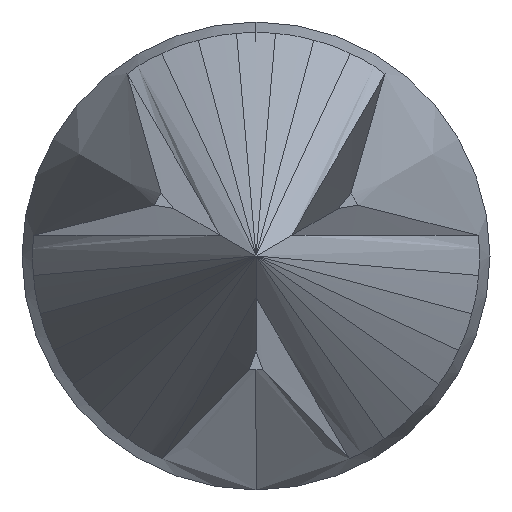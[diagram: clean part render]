
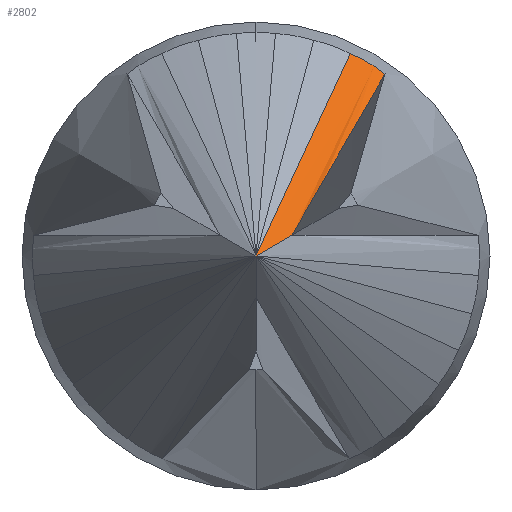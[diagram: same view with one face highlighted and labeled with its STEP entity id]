
A CAD part, left-side view. The second image highlights one B-rep face of the part: STEP entity #2802.
In plain terms, the highlighted cylindrical face has radius 9.54 mm (diameter 19.081 mm), a partial arc.
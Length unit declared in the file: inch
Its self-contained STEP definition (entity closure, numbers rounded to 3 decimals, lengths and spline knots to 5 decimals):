
#77 = EDGE_CURVE ( 'NONE', #1810, #1259, #578, .T. ) ;
#118 = CARTESIAN_POINT ( 'NONE',  ( -0.40972, -0.00913, 0.01958 ) ) ;
#166 = CARTESIAN_POINT ( 'NONE',  ( -0.64705, -0.15806, 0.26977 ) ) ;
#224 = EDGE_CURVE ( 'NONE', #1259, #2246, #2105, .T. ) ;
#305 = CARTESIAN_POINT ( 'NONE',  ( -0.40972, -0.00913, 0.01958 ) ) ;
#375 = DIRECTION ( 'NONE',  ( 0., -0.5, 0.866 ) ) ;
#384 = ORIENTED_EDGE ( 'NONE', *, *, #2190, .F. ) ;
#429 = CARTESIAN_POINT ( 'NONE',  ( -0.64705, -0.15633, 0.27077 ) ) ;
#449 = DIRECTION ( 'NONE',  ( 0., -0.5, 0.866 ) ) ;
#480 = CARTESIAN_POINT ( 'NONE',  ( -0.43379, -0.00346, 0.002 ) ) ;
#578 = B_SPLINE_CURVE_WITH_KNOTS ( 'NONE', 3,
 ( #1184, #1412, #2739, #2301 ),
 .UNSPECIFIED., .F., .F.,
 ( 4, 4 ),
 ( 0.00142, 0.00152 ),
 .UNSPECIFIED. ) ;
#610 = EDGE_LOOP ( 'NONE', ( #2600, #2416, #384, #710 ) ) ;
#664 = VERTEX_POINT ( 'NONE', #1517 ) ;
#710 = ORIENTED_EDGE ( 'NONE', *, *, #224, .F. ) ;
#791 = CARTESIAN_POINT ( 'NONE',  ( -0.40974, -0.01249, 0.01763 ) ) ;
#896 = CYLINDRICAL_SURFACE ( 'NONE', #1345, 0.37561 ) ;
#910 = CARTESIAN_POINT ( 'NONE',  ( -0.4389, 0., 0. ) ) ;
#1122 = EDGE_CURVE ( 'NONE', #1810, #664, #1148, .T. ) ;
#1148 =( BOUNDED_CURVE ( )  B_SPLINE_CURVE ( 3, ( #118, #2692, #2767, #2119 ),
 .UNSPECIFIED., .F., .T. ) 
 B_SPLINE_CURVE_WITH_KNOTS ( ( 4, 4 ),
 ( 2.45766, 2.55423 ),
 .UNSPECIFIED. ) 
 CURVE ( )  GEOMETRIC_REPRESENTATION_ITEM ( )  RATIONAL_B_SPLINE_CURVE ( ( 1., 0.999, 0.999, 1. ) ) 
 REPRESENTATION_ITEM ( '' )  );
#1184 = CARTESIAN_POINT ( 'NONE',  ( -0.40972, -0.00913, 0.01958 ) ) ;
#1259 = VERTEX_POINT ( 'NONE', #791 ) ;
#1345 = AXIS2_PLACEMENT_3D ( 'NONE', #429, #2420, #449 ) ;
#1412 = CARTESIAN_POINT ( 'NONE',  ( -0.40952, -0.01032, 0.01909 ) ) ;
#1517 = CARTESIAN_POINT ( 'NONE',  ( -0.4389, 0., 0. ) ) ;
#1688 = DIRECTION ( 'NONE',  ( 0., 0.866, 0.5 ) ) ;
#1770 = FACE_OUTER_BOUND ( 'NONE', #610, .T. ) ;
#1810 = VERTEX_POINT ( 'NONE', #305 ) ;
#2026 = CARTESIAN_POINT ( 'NONE',  ( -0.43548, -0.0023, 0.00133 ) ) ;
#2105 = CIRCLE ( 'NONE', #2214, 0.37561 ) ;
#2119 = CARTESIAN_POINT ( 'NONE',  ( -0.4389, 0., 0. ) ) ;
#2190 = EDGE_CURVE ( 'NONE', #2246, #664, #2821, .T. ) ;
#2214 = AXIS2_PLACEMENT_3D ( 'NONE', #166, #1688, #375 ) ;
#2241 = CARTESIAN_POINT ( 'NONE',  ( -0.43719, -0.00114, 0.00066 ) ) ;
#2246 = VERTEX_POINT ( 'NONE', #2257 ) ;
#2257 = CARTESIAN_POINT ( 'NONE',  ( -0.43379, -0.00346, 0.002 ) ) ;
#2301 = CARTESIAN_POINT ( 'NONE',  ( -0.40974, -0.01249, 0.01763 ) ) ;
#2416 = ORIENTED_EDGE ( 'NONE', *, *, #1122, .T. ) ;
#2420 = DIRECTION ( 'NONE',  ( 0., 0.866, 0.5 ) ) ;
#2600 = ORIENTED_EDGE ( 'NONE', *, *, #77, .F. ) ;
#2692 = CARTESIAN_POINT ( 'NONE',  ( -0.4191, -0.00589, 0.01263 ) ) ;
#2739 = CARTESIAN_POINT ( 'NONE',  ( -0.40953, -0.01147, 0.01842 ) ) ;
#2767 = CARTESIAN_POINT ( 'NONE',  ( -0.42883, -0.00284, 0.0061 ) ) ;
#2802 = ADVANCED_FACE ( 'NONE', ( #1770 ), #896, .F. ) ;
#2821 =( BOUNDED_CURVE ( )  B_SPLINE_CURVE ( 3, ( #480, #2026, #2241, #910 ),
 .UNSPECIFIED., .F., .F. ) 
 B_SPLINE_CURVE_WITH_KNOTS ( ( 4, 4 ),
 ( 2.53779, 2.55423 ),
 .UNSPECIFIED. ) 
 CURVE ( )  GEOMETRIC_REPRESENTATION_ITEM ( )  RATIONAL_B_SPLINE_CURVE ( ( 1., 1., 1., 1. ) ) 
 REPRESENTATION_ITEM ( '' )  );
